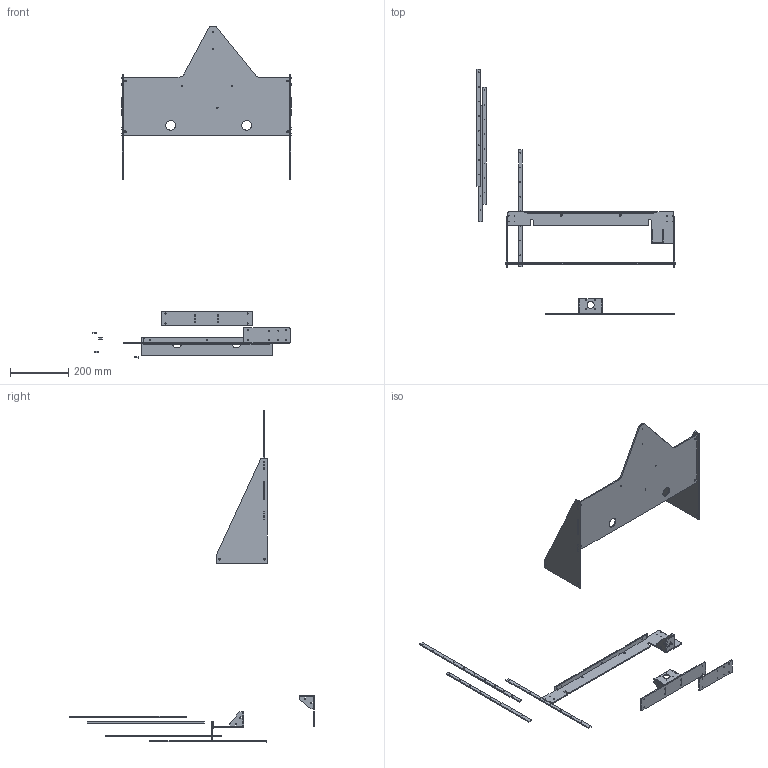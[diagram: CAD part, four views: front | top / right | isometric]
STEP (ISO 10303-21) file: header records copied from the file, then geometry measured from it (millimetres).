
FILE_DESCRIPTION(/* description */ (''),/* implementation_level */ '2;1');
FILE_NAME(/* name */ 'Helix DLP_laser cut.stp',/* time_stamp */ '2020-07-10T00:09:18+06:00',/* author */ ('Vijay'),/* organization */ (''),/* preprocessor_version */ 'ST-DEVELOPER v17',/* originating_system */ 'Autodesk Inventor 2019',/* authorisation */ '');
FILE_SCHEMA (('AUTOMOTIVE_DESIGN { 1 0 10303 214 3 1 1 }'));
Length unit declared in the file: inch
Products named in the file (12): Helix DLP; Motor Brace_1; Motor_brace_2; Wiper_Arm_1; wiper motor holder; motor_brace_3; Wiper nut holder; ProjectorMount 1; Projector mount side; wiper; wiper 2; Rain T Slot
Assembly tree (18 placements, depth 2):
  Helix DLP
    Motor Brace_1
    Motor_brace_2
    motor_brace_3  x4
    Wiper_Arm_1
    wiper motor holder
    Wiper nut holder
    Rain T Slot  x4
    ProjectorMount 1
    Projector mount side  x2
    wiper
    wiper 2
Bounding box: 677.76 x 839.62 x 1135.95 mm (x, y, z)
Volume: 1236134.3 mm3; surface area: 712390.6 mm2
Topology: 18 solids, 18 shells, 767 faces, 2193 edges, 1462 vertices
Faces by surface type: plane 550, cylinder 217
Full cylindrical faces by diameter (mm): 2.5 x32, 3 x19, 3.2 x14, 4 x16, 5 x4, 8 x1, 24.187 x1, 33 x2
Entity records: 17719 total; most frequent: CARTESIAN_POINT 3028, ORIENTED_EDGE 2976, DIRECTION 2892, EDGE_CURVE 1488, LINE 1180, VECTOR 1180, VERTEX_POINT 992, AXIS2_PLACEMENT_3D 856
